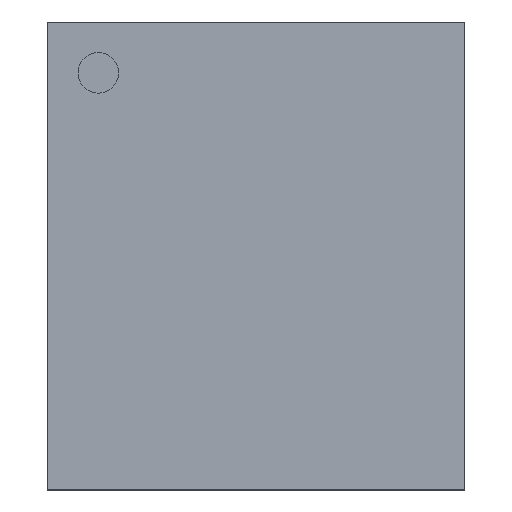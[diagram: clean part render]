
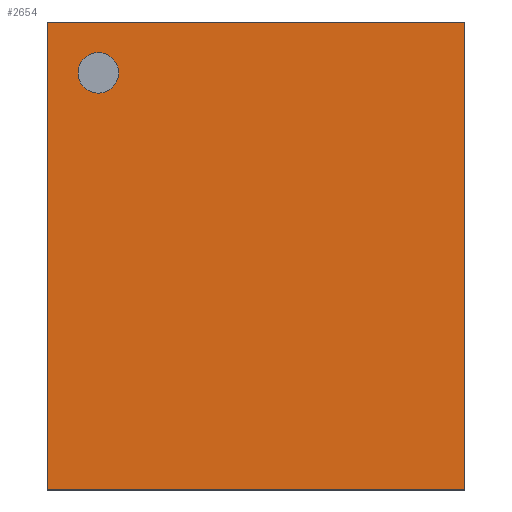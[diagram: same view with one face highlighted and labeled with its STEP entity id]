
A CAD part, top view. The second image highlights one B-rep face of the part: STEP entity #2654.
In plain terms, the highlighted planar face has unit normal (0, 0, 1).
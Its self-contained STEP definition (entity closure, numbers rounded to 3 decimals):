
#1376=CARTESIAN_POINT('',(-1.35,1.8,0.8));
#1377=VERTEX_POINT('',#1376);
#1386=CARTESIAN_POINT('',(-1.75,1.8,0.8));
#1387=VERTEX_POINT('',#1386);
#1388=CARTESIAN_POINT('',(-1.55,1.8,0.8));
#1389=DIRECTION('',(0.0,0.0,-1.0));
#1390=DIRECTION('',(1.0,0.0,0.0));
#1391=AXIS2_PLACEMENT_3D('',#1388,#1389,#1390);
#1392=CIRCLE('',#1391,0.2);
#1393=EDGE_CURVE('',#1387,#1377,#1392,.T.);
#1427=CARTESIAN_POINT('',(-1.55,1.8,0.8));
#1428=DIRECTION('',(0.0,0.0,-1.0));
#1429=DIRECTION('',(1.0,0.0,0.0));
#1430=AXIS2_PLACEMENT_3D('',#1427,#1428,#1429);
#1431=CIRCLE('',#1430,0.2);
#1432=EDGE_CURVE('',#1377,#1387,#1431,.T.);
#2520=CARTESIAN_POINT('',(-2.05,-2.3,0.8));
#2521=VERTEX_POINT('',#2520);
#2528=CARTESIAN_POINT('',(-2.05,2.3,0.8));
#2529=VERTEX_POINT('',#2528);
#2530=CARTESIAN_POINT('',(-2.05,-2.3,0.8));
#2531=DIRECTION('',(0.0,1.0,0.0));
#2532=VECTOR('',#2531,4.6);
#2533=LINE('',#2530,#2532);
#2534=EDGE_CURVE('',#2521,#2529,#2533,.T.);
#2565=CARTESIAN_POINT('',(2.05,2.3,0.8));
#2566=VERTEX_POINT('',#2565);
#2573=CARTESIAN_POINT('',(2.05,-2.3,0.8));
#2574=VERTEX_POINT('',#2573);
#2575=CARTESIAN_POINT('',(2.05,2.3,0.8));
#2576=DIRECTION('',(0.0,-1.0,0.0));
#2577=VECTOR('',#2576,4.6);
#2578=LINE('',#2575,#2577);
#2579=EDGE_CURVE('',#2566,#2574,#2578,.T.);
#2610=CARTESIAN_POINT('',(2.05,-2.3,0.8));
#2611=DIRECTION('',(-1.0,0.0,0.0));
#2612=VECTOR('',#2611,4.1);
#2613=LINE('',#2610,#2612);
#2614=EDGE_CURVE('',#2574,#2521,#2613,.T.);
#2627=CARTESIAN_POINT('',(-2.05,2.3,0.8));
#2628=DIRECTION('',(1.0,0.0,0.0));
#2629=VECTOR('',#2628,4.1);
#2630=LINE('',#2627,#2629);
#2631=EDGE_CURVE('',#2529,#2566,#2630,.T.);
#2639=CARTESIAN_POINT('',(0.,0.,0.8));
#2640=DIRECTION('',(0.0,0.0,1.0));
#2641=DIRECTION('',(1.0,0.0,0.0));
#2642=AXIS2_PLACEMENT_3D('',#2639,#2640,#2641);
#2643=PLANE('',#2642);
#2644=ORIENTED_EDGE('',*,*,#2579,.F.);
#2645=ORIENTED_EDGE('',*,*,#2631,.F.);
#2646=ORIENTED_EDGE('',*,*,#2534,.F.);
#2647=ORIENTED_EDGE('',*,*,#2614,.F.);
#2648=EDGE_LOOP('',(#2644,#2645,#2646,#2647));
#2649=FACE_OUTER_BOUND('',#2648,.T.);
#2650=ORIENTED_EDGE('',*,*,#1432,.T.);
#2651=ORIENTED_EDGE('',*,*,#1393,.T.);
#2652=EDGE_LOOP('',(#2650,#2651));
#2653=FACE_BOUND('',#2652,.T.);
#2654=ADVANCED_FACE('',(#2649,#2653),#2643,.T.);
